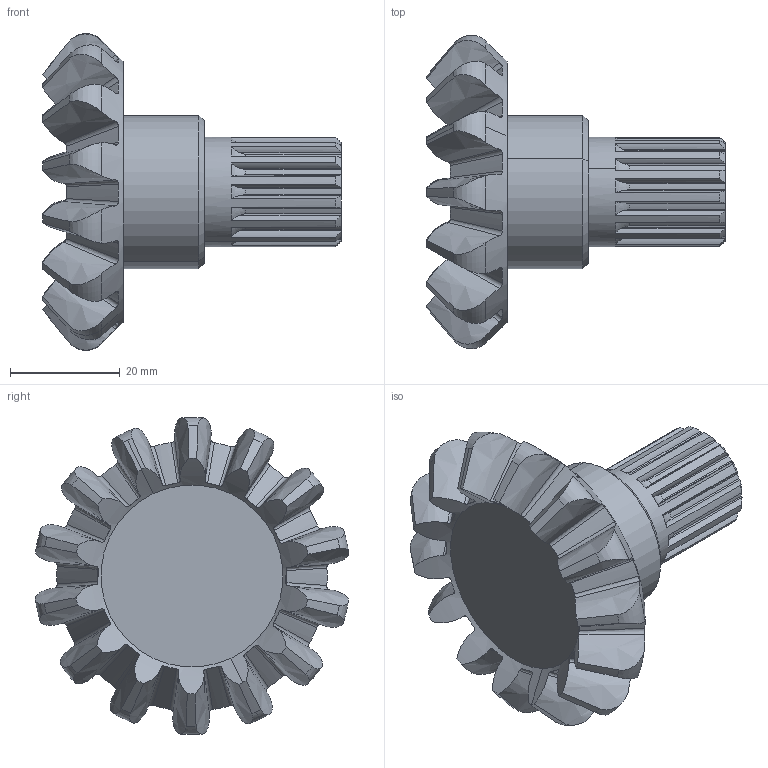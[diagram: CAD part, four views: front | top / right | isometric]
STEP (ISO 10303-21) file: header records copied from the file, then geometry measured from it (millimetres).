
FILE_DESCRIPTION(('CAx-IF Rec.Pracs.---Model Styling and Organization---1.2---2011-12-15','CAx-IF Rec.Pracs.---Geometric and Assembly Validation Properties---4.1---2014-06-16','CAx-IF Rec.Pracs.---PMI Polyline Presentation---2.0---2013-05-24'),'2;1');
FILE_NAME('Differential Gearbox-Gear-hm.stp','2017-04-23T10:56:49+08:00',('HyperWorksVersion-14.0.0.88'),(''),'STEP Interface 4.0 Sp3 by CT CoreTechnologie','3D_Kernel_IO4.0 Sp3 by CT CoreTechnologie','');
FILE_SCHEMA(('AUTOMOTIVE_DESIGN { 1 0 10303 214 1 1 1 1 }'));
Length unit declared in the file: millimetre
Products named in the file (1): Differential Gearbox-Gear-hm
Bounding box: 54.46 x 57.12 x 57.71 mm (x, y, z)
Volume: 36197.3 mm3; surface area: 10452.5 mm2
Topology: 1 solids, 1 shells, 229 faces, 670 edges, 445 vertices
Faces by surface type: bspline 107, cylinder 87, torus 31, plane 4
Entity records: 13009 total; most frequent: CARTESIAN_POINT 2954, ORIENTED_EDGE 1340, DIRECTION 1225, EDGE_CURVE 670, AXIS2_PLACEMENT_3D 486, PROPERTY_DEFINITION 460, VERTEX_POINT 445, CIRCLE 363
